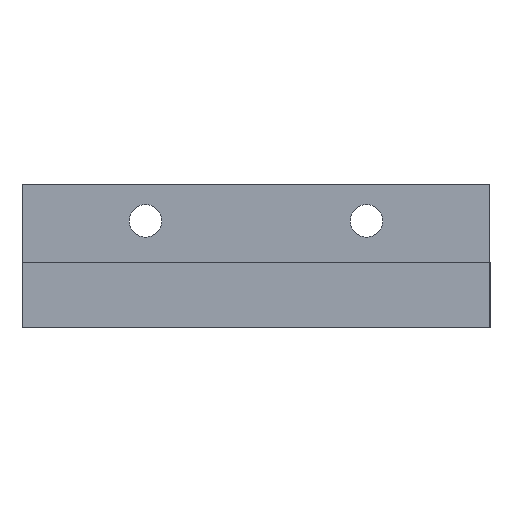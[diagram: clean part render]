
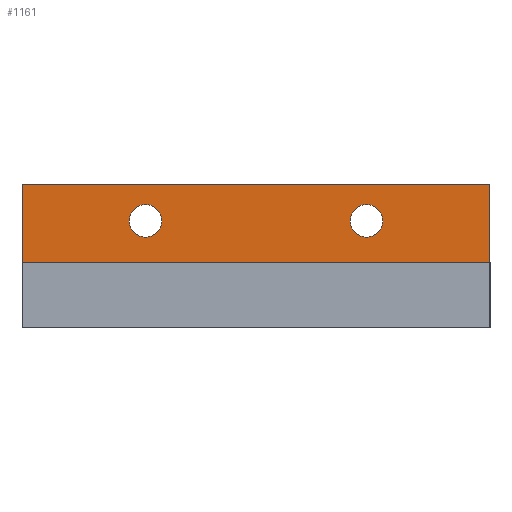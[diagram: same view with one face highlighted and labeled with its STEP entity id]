
A CAD part, left-side view. The second image highlights one B-rep face of the part: STEP entity #1161.
In plain terms, the highlighted planar face has unit normal (-1, 0, 0).
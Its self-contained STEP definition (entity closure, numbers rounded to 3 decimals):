
#57 = VERTEX_POINT('',#58);
#58 = CARTESIAN_POINT('',(-20.,18.,5.));
#72 = PLANE('',#73);
#73 = AXIS2_PLACEMENT_3D('',#74,#75,#76);
#74 = CARTESIAN_POINT('',(0.,0.,5.));
#75 = DIRECTION('',(-0.,-0.,-1.));
#76 = DIRECTION('',(-1.,0.,0.));
#100 = PLANE('',#101);
#101 = AXIS2_PLACEMENT_3D('',#102,#103,#104);
#102 = CARTESIAN_POINT('',(-20.,18.,5.));
#103 = DIRECTION('',(0.,1.,0.));
#104 = DIRECTION('',(1.,0.,0.));
#553 = EDGE_CURVE('',#554,#57,#556,.T.);
#554 = VERTEX_POINT('',#555);
#555 = CARTESIAN_POINT('',(-20.,-18.,5.));
#556 = SURFACE_CURVE('',#557,(#561,#568),.PCURVE_S1.);
#557 = LINE('',#558,#559);
#558 = CARTESIAN_POINT('',(-20.,-18.,5.));
#559 = VECTOR('',#560,1.);
#560 = DIRECTION('',(0.,1.,0.));
#561 = PCURVE('',#72,#562);
#562 = DEFINITIONAL_REPRESENTATION('',(#563),#567);
#563 = LINE('',#564,#565);
#564 = CARTESIAN_POINT('',(20.,-18.));
#565 = VECTOR('',#566,1.);
#566 = DIRECTION('',(0.,1.));
#567 = ( GEOMETRIC_REPRESENTATION_CONTEXT(2) 
PARAMETRIC_REPRESENTATION_CONTEXT() REPRESENTATION_CONTEXT('2D SPACE',''
  ) );
#568 = PCURVE('',#569,#574);
#569 = PLANE('',#570);
#570 = AXIS2_PLACEMENT_3D('',#571,#572,#573);
#571 = CARTESIAN_POINT('',(-20.,-18.,5.));
#572 = DIRECTION('',(-1.,0.,0.));
#573 = DIRECTION('',(0.,1.,0.));
#574 = DEFINITIONAL_REPRESENTATION('',(#575),#579);
#575 = LINE('',#576,#577);
#576 = CARTESIAN_POINT('',(0.,0.));
#577 = VECTOR('',#578,1.);
#578 = DIRECTION('',(1.,0.));
#579 = ( GEOMETRIC_REPRESENTATION_CONTEXT(2) 
PARAMETRIC_REPRESENTATION_CONTEXT() REPRESENTATION_CONTEXT('2D SPACE',''
  ) );
#657 = EDGE_CURVE('',#57,#658,#660,.T.);
#658 = VERTEX_POINT('',#659);
#659 = CARTESIAN_POINT('',(-20.,18.,11.));
#660 = SURFACE_CURVE('',#661,(#665,#672),.PCURVE_S1.);
#661 = LINE('',#662,#663);
#662 = CARTESIAN_POINT('',(-20.,18.,5.));
#663 = VECTOR('',#664,1.);
#664 = DIRECTION('',(0.,0.,1.));
#665 = PCURVE('',#100,#666);
#666 = DEFINITIONAL_REPRESENTATION('',(#667),#671);
#667 = LINE('',#668,#669);
#668 = CARTESIAN_POINT('',(0.,0.));
#669 = VECTOR('',#670,1.);
#670 = DIRECTION('',(0.,-1.));
#671 = ( GEOMETRIC_REPRESENTATION_CONTEXT(2) 
PARAMETRIC_REPRESENTATION_CONTEXT() REPRESENTATION_CONTEXT('2D SPACE',''
  ) );
#672 = PCURVE('',#569,#673);
#673 = DEFINITIONAL_REPRESENTATION('',(#674),#678);
#674 = LINE('',#675,#676);
#675 = CARTESIAN_POINT('',(36.,0.));
#676 = VECTOR('',#677,1.);
#677 = DIRECTION('',(0.,-1.));
#678 = ( GEOMETRIC_REPRESENTATION_CONTEXT(2) 
PARAMETRIC_REPRESENTATION_CONTEXT() REPRESENTATION_CONTEXT('2D SPACE',''
  ) );
#696 = PLANE('',#697);
#697 = AXIS2_PLACEMENT_3D('',#698,#699,#700);
#698 = CARTESIAN_POINT('',(-17.5,0.,11.));
#699 = DIRECTION('',(-0.,-0.,-1.));
#700 = DIRECTION('',(-1.,0.,0.));
#1039 = PLANE('',#1040);
#1040 = AXIS2_PLACEMENT_3D('',#1041,#1042,#1043);
#1041 = CARTESIAN_POINT('',(-15.,-18.,5.));
#1042 = DIRECTION('',(0.,-1.,0.));
#1043 = DIRECTION('',(-1.,0.,0.));
#1161 = ADVANCED_FACE('',(#1162,#1210,#1245),#569,.T.);
#1162 = FACE_BOUND('',#1163,.T.);
#1163 = EDGE_LOOP('',(#1164,#1187,#1208,#1209));
#1164 = ORIENTED_EDGE('',*,*,#1165,.T.);
#1165 = EDGE_CURVE('',#554,#1166,#1168,.T.);
#1166 = VERTEX_POINT('',#1167);
#1167 = CARTESIAN_POINT('',(-20.,-18.,11.));
#1168 = SURFACE_CURVE('',#1169,(#1173,#1180),.PCURVE_S1.);
#1169 = LINE('',#1170,#1171);
#1170 = CARTESIAN_POINT('',(-20.,-18.,5.));
#1171 = VECTOR('',#1172,1.);
#1172 = DIRECTION('',(0.,0.,1.));
#1173 = PCURVE('',#569,#1174);
#1174 = DEFINITIONAL_REPRESENTATION('',(#1175),#1179);
#1175 = LINE('',#1176,#1177);
#1176 = CARTESIAN_POINT('',(0.,0.));
#1177 = VECTOR('',#1178,1.);
#1178 = DIRECTION('',(0.,-1.));
#1179 = ( GEOMETRIC_REPRESENTATION_CONTEXT(2) 
PARAMETRIC_REPRESENTATION_CONTEXT() REPRESENTATION_CONTEXT('2D SPACE',''
  ) );
#1180 = PCURVE('',#1039,#1181);
#1181 = DEFINITIONAL_REPRESENTATION('',(#1182),#1186);
#1182 = LINE('',#1183,#1184);
#1183 = CARTESIAN_POINT('',(5.,0.));
#1184 = VECTOR('',#1185,1.);
#1185 = DIRECTION('',(0.,-1.));
#1186 = ( GEOMETRIC_REPRESENTATION_CONTEXT(2) 
PARAMETRIC_REPRESENTATION_CONTEXT() REPRESENTATION_CONTEXT('2D SPACE',''
  ) );
#1187 = ORIENTED_EDGE('',*,*,#1188,.T.);
#1188 = EDGE_CURVE('',#1166,#658,#1189,.T.);
#1189 = SURFACE_CURVE('',#1190,(#1194,#1201),.PCURVE_S1.);
#1190 = LINE('',#1191,#1192);
#1191 = CARTESIAN_POINT('',(-20.,-18.,11.));
#1192 = VECTOR('',#1193,1.);
#1193 = DIRECTION('',(0.,1.,0.));
#1194 = PCURVE('',#569,#1195);
#1195 = DEFINITIONAL_REPRESENTATION('',(#1196),#1200);
#1196 = LINE('',#1197,#1198);
#1197 = CARTESIAN_POINT('',(0.,-6.));
#1198 = VECTOR('',#1199,1.);
#1199 = DIRECTION('',(1.,0.));
#1200 = ( GEOMETRIC_REPRESENTATION_CONTEXT(2) 
PARAMETRIC_REPRESENTATION_CONTEXT() REPRESENTATION_CONTEXT('2D SPACE',''
  ) );
#1201 = PCURVE('',#696,#1202);
#1202 = DEFINITIONAL_REPRESENTATION('',(#1203),#1207);
#1203 = LINE('',#1204,#1205);
#1204 = CARTESIAN_POINT('',(2.5,-18.));
#1205 = VECTOR('',#1206,1.);
#1206 = DIRECTION('',(0.,1.));
#1207 = ( GEOMETRIC_REPRESENTATION_CONTEXT(2) 
PARAMETRIC_REPRESENTATION_CONTEXT() REPRESENTATION_CONTEXT('2D SPACE',''
  ) );
#1208 = ORIENTED_EDGE('',*,*,#657,.F.);
#1209 = ORIENTED_EDGE('',*,*,#553,.F.);
#1210 = FACE_BOUND('',#1211,.T.);
#1211 = EDGE_LOOP('',(#1212));
#1212 = ORIENTED_EDGE('',*,*,#1213,.T.);
#1213 = EDGE_CURVE('',#1214,#1214,#1216,.T.);
#1214 = VERTEX_POINT('',#1215);
#1215 = CARTESIAN_POINT('',(-20.,-7.25,8.2));
#1216 = SURFACE_CURVE('',#1217,(#1222,#1233),.PCURVE_S1.);
#1217 = CIRCLE('',#1218,1.25);
#1218 = AXIS2_PLACEMENT_3D('',#1219,#1220,#1221);
#1219 = CARTESIAN_POINT('',(-20.,-8.5,8.2));
#1220 = DIRECTION('',(1.,0.,0.));
#1221 = DIRECTION('',(0.,1.,0.));
#1222 = PCURVE('',#569,#1223);
#1223 = DEFINITIONAL_REPRESENTATION('',(#1224),#1232);
#1224 = ( BOUNDED_CURVE() B_SPLINE_CURVE(2,(#1225,#1226,#1227,#1228,
#1229,#1230,#1231),.UNSPECIFIED.,.T.,.F.) B_SPLINE_CURVE_WITH_KNOTS((1,2
    ,2,2,2,1),(-2.094,0.,2.094,4.189,
6.283,8.378),.UNSPECIFIED.) CURVE() 
GEOMETRIC_REPRESENTATION_ITEM() RATIONAL_B_SPLINE_CURVE((1.,0.5,1.,0.5,
1.,0.5,1.)) REPRESENTATION_ITEM('') );
#1225 = CARTESIAN_POINT('',(10.75,-3.2));
#1226 = CARTESIAN_POINT('',(10.75,-5.365));
#1227 = CARTESIAN_POINT('',(8.875,-4.283));
#1228 = CARTESIAN_POINT('',(7.,-3.2));
#1229 = CARTESIAN_POINT('',(8.875,-2.117));
#1230 = CARTESIAN_POINT('',(10.75,-1.035));
#1231 = CARTESIAN_POINT('',(10.75,-3.2));
#1232 = ( GEOMETRIC_REPRESENTATION_CONTEXT(2) 
PARAMETRIC_REPRESENTATION_CONTEXT() REPRESENTATION_CONTEXT('2D SPACE',''
  ) );
#1233 = PCURVE('',#1234,#1239);
#1234 = CYLINDRICAL_SURFACE('',#1235,1.25);
#1235 = AXIS2_PLACEMENT_3D('',#1236,#1237,#1238);
#1236 = CARTESIAN_POINT('',(20.,-8.5,8.2));
#1237 = DIRECTION('',(1.,0.,0.));
#1238 = DIRECTION('',(0.,1.,0.));
#1239 = DEFINITIONAL_REPRESENTATION('',(#1240),#1244);
#1240 = LINE('',#1241,#1242);
#1241 = CARTESIAN_POINT('',(0.,-40.));
#1242 = VECTOR('',#1243,1.);
#1243 = DIRECTION('',(1.,0.));
#1244 = ( GEOMETRIC_REPRESENTATION_CONTEXT(2) 
PARAMETRIC_REPRESENTATION_CONTEXT() REPRESENTATION_CONTEXT('2D SPACE',''
  ) );
#1245 = FACE_BOUND('',#1246,.T.);
#1246 = EDGE_LOOP('',(#1247));
#1247 = ORIENTED_EDGE('',*,*,#1248,.T.);
#1248 = EDGE_CURVE('',#1249,#1249,#1251,.T.);
#1249 = VERTEX_POINT('',#1250);
#1250 = CARTESIAN_POINT('',(-20.,9.75,8.2));
#1251 = SURFACE_CURVE('',#1252,(#1257,#1268),.PCURVE_S1.);
#1252 = CIRCLE('',#1253,1.25);
#1253 = AXIS2_PLACEMENT_3D('',#1254,#1255,#1256);
#1254 = CARTESIAN_POINT('',(-20.,8.5,8.2));
#1255 = DIRECTION('',(1.,0.,0.));
#1256 = DIRECTION('',(0.,1.,0.));
#1257 = PCURVE('',#569,#1258);
#1258 = DEFINITIONAL_REPRESENTATION('',(#1259),#1267);
#1259 = ( BOUNDED_CURVE() B_SPLINE_CURVE(2,(#1260,#1261,#1262,#1263,
#1264,#1265,#1266),.UNSPECIFIED.,.T.,.F.) B_SPLINE_CURVE_WITH_KNOTS((1,2
    ,2,2,2,1),(-2.094,0.,2.094,4.189,
6.283,8.378),.UNSPECIFIED.) CURVE() 
GEOMETRIC_REPRESENTATION_ITEM() RATIONAL_B_SPLINE_CURVE((1.,0.5,1.,0.5,
1.,0.5,1.)) REPRESENTATION_ITEM('') );
#1260 = CARTESIAN_POINT('',(27.75,-3.2));
#1261 = CARTESIAN_POINT('',(27.75,-5.365));
#1262 = CARTESIAN_POINT('',(25.875,-4.283));
#1263 = CARTESIAN_POINT('',(24.,-3.2));
#1264 = CARTESIAN_POINT('',(25.875,-2.117));
#1265 = CARTESIAN_POINT('',(27.75,-1.035));
#1266 = CARTESIAN_POINT('',(27.75,-3.2));
#1267 = ( GEOMETRIC_REPRESENTATION_CONTEXT(2) 
PARAMETRIC_REPRESENTATION_CONTEXT() REPRESENTATION_CONTEXT('2D SPACE',''
  ) );
#1268 = PCURVE('',#1269,#1274);
#1269 = CYLINDRICAL_SURFACE('',#1270,1.25);
#1270 = AXIS2_PLACEMENT_3D('',#1271,#1272,#1273);
#1271 = CARTESIAN_POINT('',(20.,8.5,8.2));
#1272 = DIRECTION('',(1.,0.,0.));
#1273 = DIRECTION('',(0.,1.,0.));
#1274 = DEFINITIONAL_REPRESENTATION('',(#1275),#1279);
#1275 = LINE('',#1276,#1277);
#1276 = CARTESIAN_POINT('',(0.,-40.));
#1277 = VECTOR('',#1278,1.);
#1278 = DIRECTION('',(1.,0.));
#1279 = ( GEOMETRIC_REPRESENTATION_CONTEXT(2) 
PARAMETRIC_REPRESENTATION_CONTEXT() REPRESENTATION_CONTEXT('2D SPACE',''
  ) );
